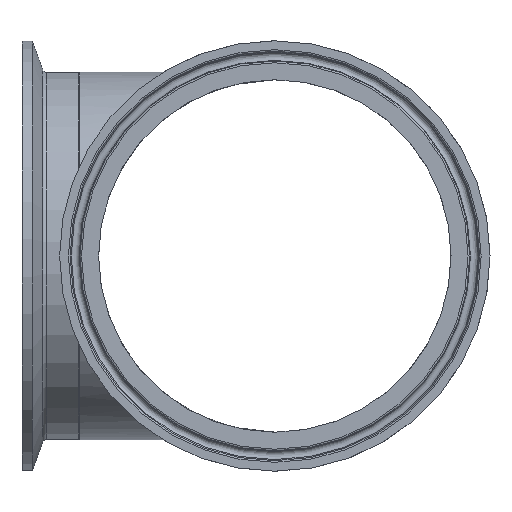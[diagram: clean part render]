
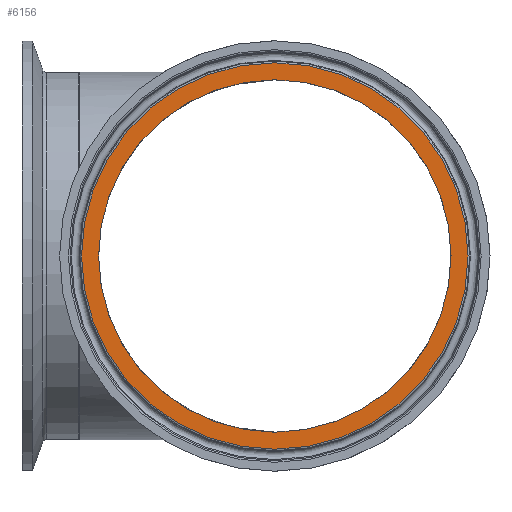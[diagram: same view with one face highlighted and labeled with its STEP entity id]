
A CAD part, left-side view. The second image highlights one B-rep face of the part: STEP entity #6156.
In plain terms, the highlighted planar face has unit normal (-1, 0, 0).
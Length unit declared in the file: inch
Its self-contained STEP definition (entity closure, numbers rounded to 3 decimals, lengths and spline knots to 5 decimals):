
#140=FACE_BOUND('',#1477,.T.);
#141=FACE_BOUND('',#1478,.T.);
#731=PLANE('',#6543);
#1477=EDGE_LOOP('',(#5653));
#1478=EDGE_LOOP('',(#5654));
#2449=CIRCLE('',#6533,1.917);
#2453=CIRCLE('',#6540,2.10216);
#3050=VERTEX_POINT('',#13175);
#3054=VERTEX_POINT('',#13186);
#3924=EDGE_CURVE('',#3050,#3050,#2449,.T.);
#3928=EDGE_CURVE('',#3054,#3054,#2453,.T.);
#5653=ORIENTED_EDGE('',*,*,#3924,.T.);
#5654=ORIENTED_EDGE('',*,*,#3928,.F.);
#6156=ADVANCED_FACE('',(#140,#141),#731,.T.);
#6533=AXIS2_PLACEMENT_3D('',#13176,#7687,#7688);
#6540=AXIS2_PLACEMENT_3D('',#13187,#7701,#7702);
#6543=AXIS2_PLACEMENT_3D('',#13191,#7707,#7708);
#7687=DIRECTION('center_axis',(1.,0.,0.));
#7688=DIRECTION('ref_axis',(0.,0.,-1.));
#7701=DIRECTION('center_axis',(1.,0.,0.));
#7702=DIRECTION('ref_axis',(0.,-1.,0.));
#7707=DIRECTION('center_axis',(-1.,0.,0.));
#7708=DIRECTION('ref_axis',(0.,0.,1.));
#13175=CARTESIAN_POINT('',(0.,1.917,0.));
#13176=CARTESIAN_POINT('Origin',(0.,0.,0.));
#13186=CARTESIAN_POINT('',(0.,2.10216,0.));
#13187=CARTESIAN_POINT('Origin',(0.,0.,0.));
#13191=CARTESIAN_POINT('Origin',(0.,2.11616,0.));
